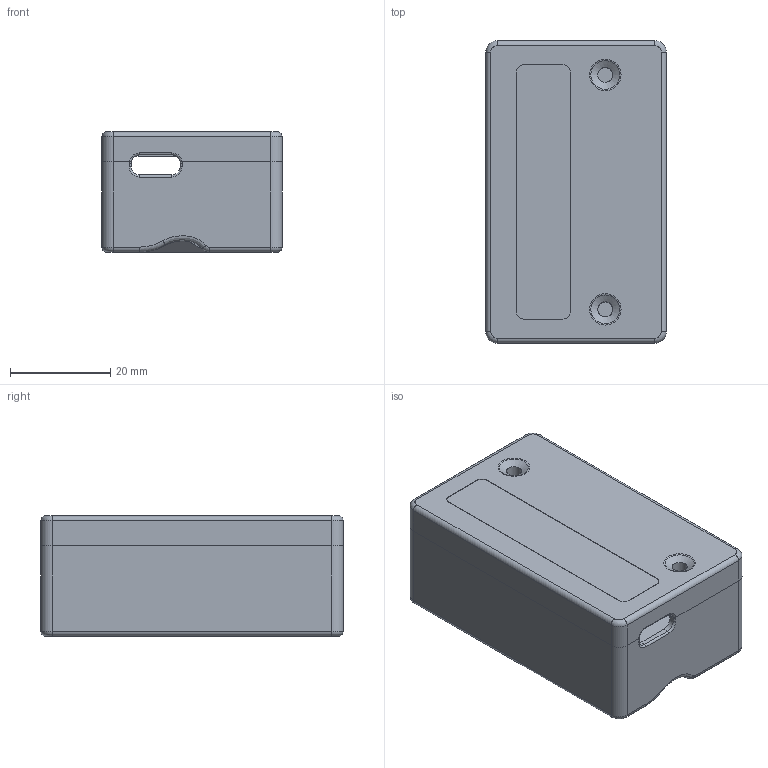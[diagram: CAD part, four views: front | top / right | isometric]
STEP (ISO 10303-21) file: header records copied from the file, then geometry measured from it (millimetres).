
FILE_DESCRIPTION(('HOOPS Exchange Step'),'2;1');
FILE_NAME('temp_export','2021-05-17T23:12:57+08:00',('mobile'),('Shapr3D Limited'),'HOOPS Exchange 2020.2','Shapr3D','Authorized');
FILE_SCHEMA( ('AP203_CONFIGURATION_CONTROLLED_3D_DESIGN_OF_MECHANICAL_PARTS_AND_ASSEMBLIES_MIM_LF') );
Length unit declared in the file: millimetre
Products named in the file (1): 0C5D95D5-F11C-4908-880B-8F635602D92C.tmp
Bounding box: 36.02 x 60.4 x 24 mm (x, y, z)
Volume: 29030.6 mm3; surface area: 15228.4 mm2
Topology: 2 solids, 2 shells, 435 faces, 1200 edges, 788 vertices
Faces by surface type: plane 263, cylinder 90, bspline 58, torus 22, cone 2
Full cylindrical faces by diameter (mm): 3 x2, 8 x2
Entity records: 16357 total; most frequent: CARTESIAN_POINT 5409, ORIENTED_EDGE 2400, DIRECTION 2058, EDGE_CURVE 1200, VECTOR 862, LINE 862, VERTEX_POINT 788, AXIS2_PLACEMENT_3D 598
